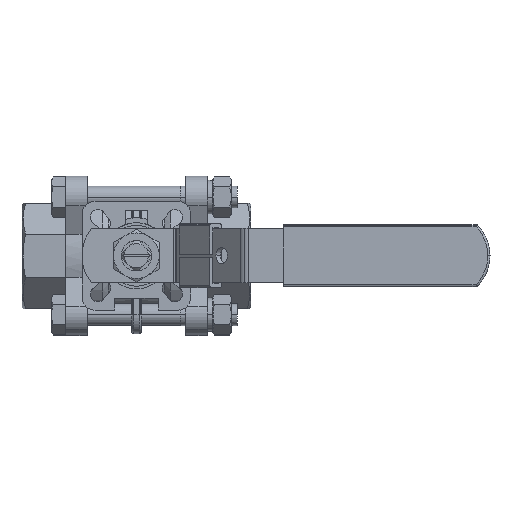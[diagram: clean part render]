
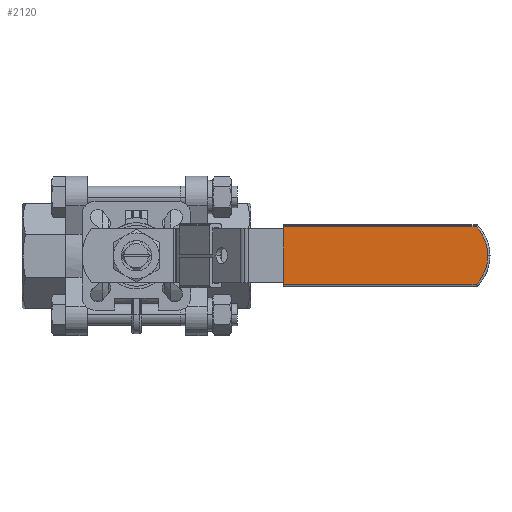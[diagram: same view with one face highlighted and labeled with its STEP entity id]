
A CAD part, top view. The second image highlights one B-rep face of the part: STEP entity #2120.
In plain terms, the highlighted planar face has unit normal (0, 0, 1).
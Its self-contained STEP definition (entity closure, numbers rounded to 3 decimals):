
#2120=ADVANCED_FACE('',(#4591),#4592,.T.);
#4591=FACE_OUTER_BOUND('',#10127,.T.);
#4592=PLANE('',#10128);
#10127=EDGE_LOOP('',(#16542,#16543,#16544,#16545,#16546));
#10128=AXIS2_PLACEMENT_3D('',#16547,#16548,#16549);
#16542=ORIENTED_EDGE('',*,*,#21238,.F.);
#16543=ORIENTED_EDGE('',*,*,#21297,.F.);
#16544=ORIENTED_EDGE('',*,*,#21219,.F.);
#16545=ORIENTED_EDGE('',*,*,#21279,.F.);
#16546=ORIENTED_EDGE('',*,*,#21234,.F.);
#16547=CARTESIAN_POINT('',(113.149,0.,98.35));
#16548=DIRECTION('',(0.,0.0,1.0));
#16549=DIRECTION('',(1.0,0.0,0.));
#21219=EDGE_CURVE('',#25369,#25371,#25372,.T.);
#21234=EDGE_CURVE('',#25395,#25393,#25397,.T.);
#21238=EDGE_CURVE('',#25402,#25395,#25404,.T.);
#21279=EDGE_CURVE('',#25393,#25369,#25458,.T.);
#21297=EDGE_CURVE('',#25371,#25402,#25482,.T.);
#25369=VERTEX_POINT('',#32028);
#25371=VERTEX_POINT('',#32030);
#25372=LINE('',#32031,#32032);
#25393=VERTEX_POINT('',#32057);
#25395=VERTEX_POINT('',#32059);
#25397=CIRCLE('',#32061,19.0);
#25402=VERTEX_POINT('',#32067);
#25404=LINE('',#32069,#32070);
#25458=CIRCLE('',#32130,19.0);
#25482=LINE('',#32163,#32164);
#32028=CARTESIAN_POINT('',(156.14,-13.3,98.35));
#32030=CARTESIAN_POINT('',(67.571,-13.3,98.35));
#32031=CARTESIAN_POINT('',(112.606,-13.3,98.35));
#32032=VECTOR('',#38120,10.0);
#32057=CARTESIAN_POINT('',(161.571,0.,98.35));
#32059=CARTESIAN_POINT('',(156.14,13.3,98.35));
#32061=AXIS2_PLACEMENT_3D('',#38146,#38147,#38148);
#32067=CARTESIAN_POINT('',(67.571,13.3,98.35));
#32069=CARTESIAN_POINT('',(112.606,13.3,98.35));
#32070=VECTOR('',#38153,10.0);
#32130=AXIS2_PLACEMENT_3D('',#38226,#38227,#38228);
#32163=CARTESIAN_POINT('',(67.571,14.3,98.35));
#32164=VECTOR('',#38247,10.0);
#38120=DIRECTION('',(-1.0,0.0,0.));
#38146=CARTESIAN_POINT('',(142.571,0.,98.35));
#38147=DIRECTION('',(0.,-0.0,-1.0));
#38148=DIRECTION('',(1.0,0.0,0.));
#38153=DIRECTION('',(1.0,0.0,0.));
#38226=CARTESIAN_POINT('',(142.571,0.,98.35));
#38227=DIRECTION('',(0.,-0.0,-1.0));
#38228=DIRECTION('',(1.0,0.0,0.));
#38247=DIRECTION('',(0.0,1.0,0.0));
